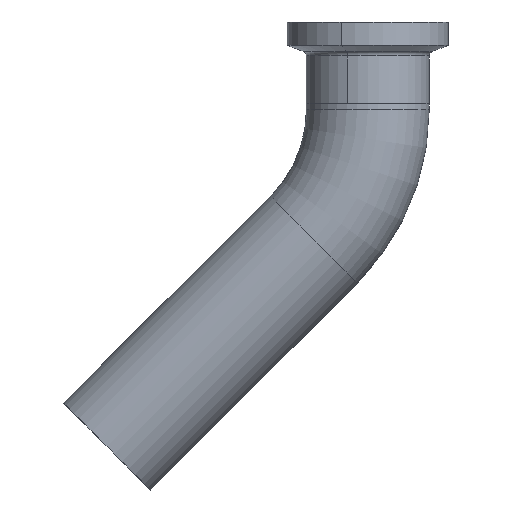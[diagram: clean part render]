
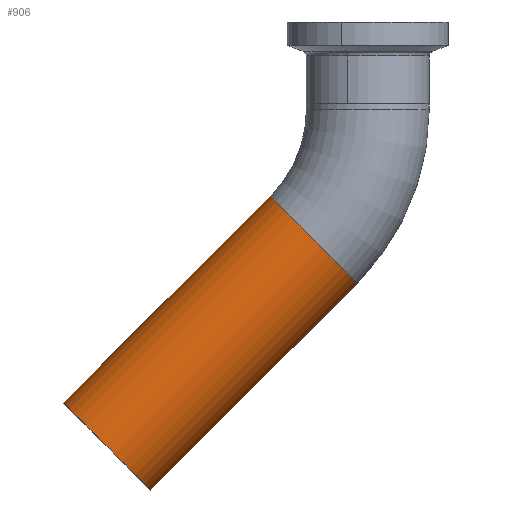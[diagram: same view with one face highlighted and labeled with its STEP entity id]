
A CAD part, front view. The second image highlights one B-rep face of the part: STEP entity #906.
In plain terms, the highlighted cylindrical face has radius 9.525 mm (diameter 19.05 mm), a partial arc.
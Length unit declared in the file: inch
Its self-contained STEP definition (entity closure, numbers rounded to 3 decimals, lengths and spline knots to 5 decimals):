
#28 = CARTESIAN_POINT ( 'NONE',  ( 0.53103, -0.05919, -0.53103 ) ) ;
#38 = ORIENTED_EDGE ( 'NONE', *, *, #606, .T. ) ;
#91 = CARTESIAN_POINT ( 'NONE',  ( -0.4663, -0.05919, -2.05868 ) ) ;
#107 = DIRECTION ( 'NONE',  ( -0.707, 0., 0.707 ) ) ;
#115 = DIRECTION ( 'NONE',  ( -0.707, 0., -0.707 ) ) ;
#153 = LINE ( 'NONE', #1135, #282 ) ;
#173 = FACE_OUTER_BOUND ( 'NONE', #336, .T. ) ;
#174 = DIRECTION ( 'NONE',  ( 0.707, 0., -0.707 ) ) ;
#202 = LINE ( 'NONE', #1028, #1089 ) ;
#282 = VECTOR ( 'NONE', #943, 39.37008 ) ;
#336 = EDGE_LOOP ( 'NONE', ( #894, #603, #1069, #38 ) ) ;
#339 = DIRECTION ( 'NONE',  ( 0.707, 0., 0.707 ) ) ;
#363 = EDGE_CURVE ( 'NONE', #1094, #445, #153, .T. ) ;
#445 = VERTEX_POINT ( 'NONE', #588 ) ;
#446 = CARTESIAN_POINT ( 'NONE',  ( -0.73147, -0.05919, -1.79352 ) ) ;
#451 = CARTESIAN_POINT ( 'NONE',  ( -0.4663, -0.05919, -2.05868 ) ) ;
#483 = EDGE_CURVE ( 'NONE', #1094, #882, #732, .T. ) ;
#487 = EDGE_CURVE ( 'NONE', #882, #664, #202, .T. ) ;
#523 = CYLINDRICAL_SURFACE ( 'NONE', #552, 0.375 ) ;
#552 = AXIS2_PLACEMENT_3D ( 'NONE', #451, #339, #174 ) ;
#588 = CARTESIAN_POINT ( 'NONE',  ( 1.06136, -0.05919, -1.06136 ) ) ;
#603 = ORIENTED_EDGE ( 'NONE', *, *, #483, .F. ) ;
#606 = EDGE_CURVE ( 'NONE', #445, #664, #907, .T. ) ;
#664 = VERTEX_POINT ( 'NONE', #28 ) ;
#686 = CARTESIAN_POINT ( 'NONE',  ( 0.79619, -0.05919, -0.79619 ) ) ;
#732 = CIRCLE ( 'NONE', #1072, 0.375 ) ;
#779 = DIRECTION ( 'NONE',  ( -0.707, 0., 0.707 ) ) ;
#784 = AXIS2_PLACEMENT_3D ( 'NONE', #686, #115, #779 ) ;
#833 = DIRECTION ( 'NONE',  ( 0.707, 0., 0.707 ) ) ;
#882 = VERTEX_POINT ( 'NONE', #446 ) ;
#894 = ORIENTED_EDGE ( 'NONE', *, *, #487, .F. ) ;
#906 = ADVANCED_FACE ( 'NONE', ( #173 ), #523, .T. ) ;
#907 = CIRCLE ( 'NONE', #784, 0.375 ) ;
#925 = DIRECTION ( 'NONE',  ( -0.707, 0., -0.707 ) ) ;
#943 = DIRECTION ( 'NONE',  ( 0.707, 0., 0.707 ) ) ;
#1028 = CARTESIAN_POINT ( 'NONE',  ( -0.73147, -0.05919, -1.79352 ) ) ;
#1069 = ORIENTED_EDGE ( 'NONE', *, *, #363, .T. ) ;
#1072 = AXIS2_PLACEMENT_3D ( 'NONE', #91, #925, #107 ) ;
#1089 = VECTOR ( 'NONE', #833, 39.37008 ) ;
#1094 = VERTEX_POINT ( 'NONE', #1145 ) ;
#1135 = CARTESIAN_POINT ( 'NONE',  ( -0.20114, -0.05919, -2.32385 ) ) ;
#1145 = CARTESIAN_POINT ( 'NONE',  ( -0.20114, -0.05919, -2.32385 ) ) ;
